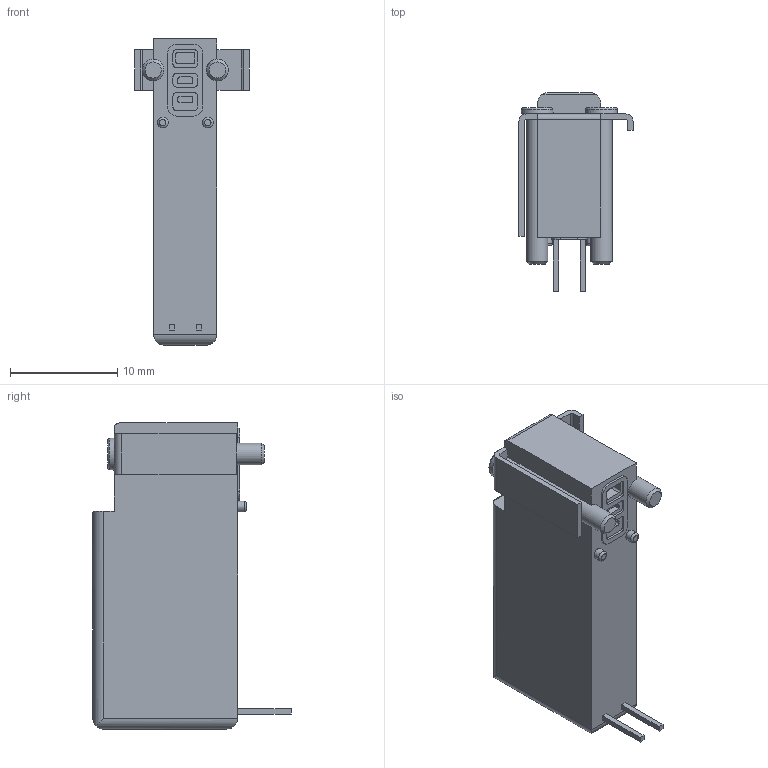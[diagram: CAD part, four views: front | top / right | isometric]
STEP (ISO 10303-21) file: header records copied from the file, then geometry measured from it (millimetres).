
FILE_DESCRIPTION(/* description */ ('STEP AP214'),/* implementation_level */ '2;1');
FILE_NAME(/* name */ '8122774_VOVK-BT6-M32C-MN-1T1P-FB',/* time_stamp */ '2024-09-17T02:13:52+02:00',/* author */ ('License CC BY-ND 4.0'),/* organization */ ('CADENAS'),/* preprocessor_version */ 'ST-DEVELOPER v19.3',/* originating_system */ 'PARTsolutions',/* authorisation */ ' ');
FILE_SCHEMA (('AUTOMOTIVE_DESIGN {1 0 10303 214 3 1 1}'));
Length unit declared in the file: millimetre
Products named in the file (1): 8122774 VOVK-BT6-M32C-MN-1T1P-FB---(high)
Bounding box: 10.65 x 18.5 x 28.55 mm (x, y, z)
Volume: 2241.4 mm3; surface area: 1567.1 mm2
Topology: 1 solids, 1 shells, 135 faces, 352 edges, 232 vertices
Faces by surface type: plane 80, cylinder 45, torus 6, cone 4
Full cylindrical faces by diameter (mm): 1 x2, 2 x2
Entity records: 4081 total; most frequent: CARTESIAN_POINT 725, DIRECTION 704, ORIENTED_EDGE 668, EDGE_CURVE 334, AXIS2_PLACEMENT_3D 238, LINE 228, VECTOR 228, VERTEX_POINT 226
